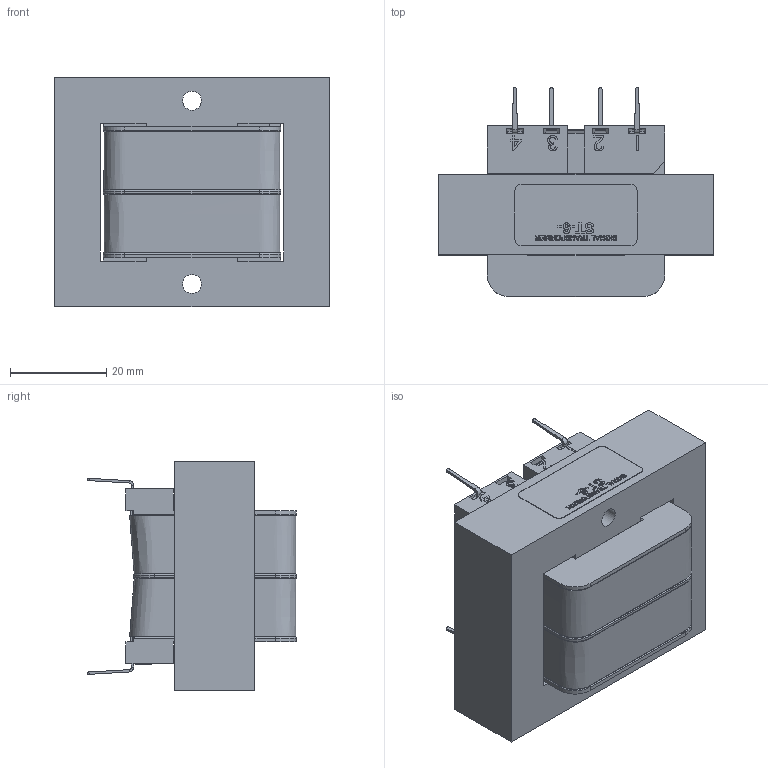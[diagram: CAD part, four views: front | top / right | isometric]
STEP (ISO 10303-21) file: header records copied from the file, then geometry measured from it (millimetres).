
FILE_DESCRIPTION( ( 'STEP AP203' ), '1' );
FILE_NAME( 'ST-6-20.stp', '2021-12-06T19:47:32', ( 'License CC BY-ND 4.0' ), ( 'CADENAS' ), ' ', 'PARTsolutions', ' ' );
FILE_SCHEMA( ( 'CONFIG_CONTROL_DESIGN' ) );
Length unit declared in the file: inch
Products named in the file (16): ST-6-20; ST-6-8-1-solid7; ST-6-8-1-solid3; wrapper^ST-6-2-solid1; ST-6-8-1-solid9; ST-6-8-1-solid6; ST-6-8-1-solid4; Part17^ST-6-1-solid1; THT-5-483-10-1-solid1; ST-6-8-1-solid10; wrapper^ST-6-1-solid1; ST-6-8-1-solid5; ST-6-8-1-solid1; ST-6-8-1-solid2; ST-6-8-1-solid11; ST-6-8-1-solid8
Assembly tree (15 placements, depth 2):
  ST-6-20
    ST-6-8-1-solid7
    ST-6-8-1-solid3
    wrapper^ST-6-2-solid1
    ST-6-8-1-solid9
    ST-6-8-1-solid6
    ST-6-8-1-solid4
    Part17^ST-6-1-solid1
    THT-5-483-10-1-solid1
    ST-6-8-1-solid10
    wrapper^ST-6-1-solid1
    ST-6-8-1-solid5
    ST-6-8-1-solid1
    ST-6-8-1-solid2
    ST-6-8-1-solid11
    ST-6-8-1-solid8
Bounding box: 57.15 x 43.43 x 47.75 mm (x, y, z)
Volume: 44068.7 mm3; surface area: 29669.9 mm2
Topology: 15 solids, 15 shells, 1164 faces, 2958 edges, 1850 vertices
Faces by surface type: plane 651, cylinder 254, bspline 217, torus 29, sphere 13
Full cylindrical faces by diameter (mm): 0.728 x10, 0.98 x10, 3.962 x2
Entity records: 49103 total; most frequent: CARTESIAN_POINT 22110, ORIENTED_EDGE 5790, DIRECTION 4807, EDGE_CURVE 2895, LINE 1991, VECTOR 1991, VERTEX_POINT 1840, AXIS2_PLACEMENT_3D 1408
